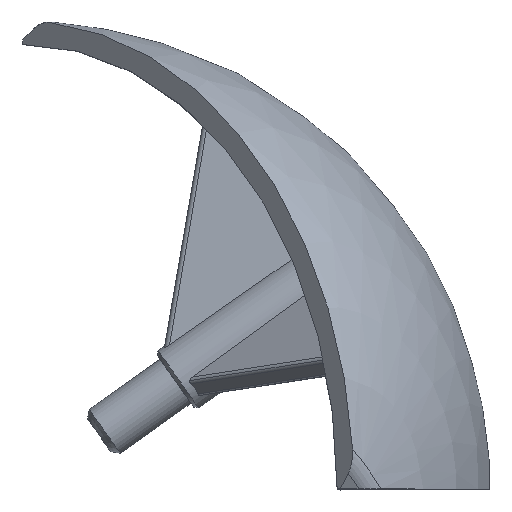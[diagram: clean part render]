
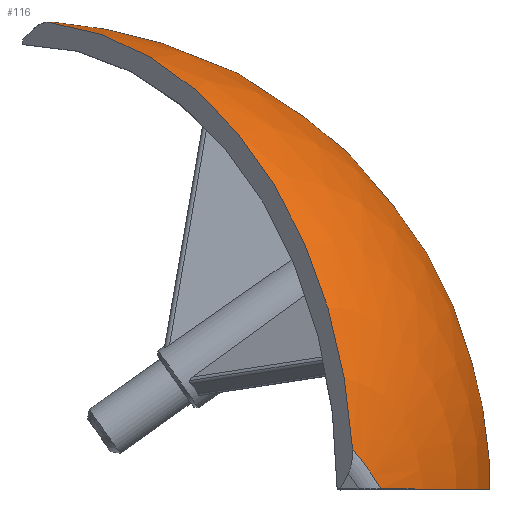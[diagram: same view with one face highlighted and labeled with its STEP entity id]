
A CAD part, top view. The second image highlights one B-rep face of the part: STEP entity #116.
In plain terms, the highlighted spherical face has radius 20 mm.
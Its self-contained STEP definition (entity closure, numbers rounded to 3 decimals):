
#116=ADVANCED_FACE('NONE',(#272),#273,.T.);
#272=FACE_OUTER_BOUND('',#465,.T.);
#273=SPHERICAL_SURFACE('',#466,20.0);
#465=EDGE_LOOP('',(#886,#887,#888,#889,#890,#891,#892));
#466=AXIS2_PLACEMENT_3D('',#893,#894,#895);
#886=ORIENTED_EDGE('',*,*,#1370,.F.);
#887=ORIENTED_EDGE('',*,*,#1371,.T.);
#888=ORIENTED_EDGE('',*,*,#1372,.T.);
#889=ORIENTED_EDGE('',*,*,#1334,.T.);
#890=ORIENTED_EDGE('',*,*,#1373,.T.);
#891=ORIENTED_EDGE('',*,*,#1374,.F.);
#892=ORIENTED_EDGE('',*,*,#1375,.T.);
#893=CARTESIAN_POINT('',(0.0,0.0,0.0));
#894=DIRECTION('',(0.707,0.0,0.707));
#895=DIRECTION('',(0.707,0.0,-0.707));
#1334=EDGE_CURVE('NONE',#1589,#1587,#1590,.T.);
#1370=EDGE_CURVE('NONE',#1646,#1647,#1648,.T.);
#1371=EDGE_CURVE('NONE',#1646,#1649,#1650,.T.);
#1372=EDGE_CURVE('NONE',#1649,#1589,#1651,.T.);
#1373=EDGE_CURVE('NONE',#1587,#1652,#1653,.T.);
#1374=EDGE_CURVE('NONE',#1654,#1652,#1655,.T.);
#1375=EDGE_CURVE('NONE',#1654,#1647,#1656,.T.);
#1587=VERTEX_POINT('NONE',#1954);
#1589=VERTEX_POINT('NONE',#1956);
#1590=CIRCLE('',#1957,14.992);
#1646=VERTEX_POINT('NONE',#2112);
#1647=VERTEX_POINT('NONE',#2113);
#1648=CIRCLE('',#2114,20.0);
#1649=VERTEX_POINT('NONE',#2115);
#1650=CIRCLE('',#2116,14.992);
#1651=CIRCLE('',#2117,20.0);
#1652=VERTEX_POINT('NONE',#2118);
#1653=CIRCLE('',#2119,14.992);
#1654=VERTEX_POINT('NONE',#2120);
#1655=CIRCLE('',#2121,20.0);
#1656=CIRCLE('',#2122,14.992);
#1954=CARTESIAN_POINT('',(1.24,19.962,0.0));
#1956=CARTESIAN_POINT('',(1.205,19.927,-1.205));
#1957=AXIS2_PLACEMENT_3D('',#2546,#2547,#2548);
#2112=CARTESIAN_POINT('',(15.296,0.0,-12.885));
#2113=CARTESIAN_POINT('',(15.296,0.0,12.885));
#2114=AXIS2_PLACEMENT_3D('',#2584,#2585,#2586);
#2115=CARTESIAN_POINT('',(14.091,1.705,-14.091));
#2116=AXIS2_PLACEMENT_3D('',#2587,#2588,#2589);
#2117=AXIS2_PLACEMENT_3D('',#2590,#2591,#2592);
#2118=CARTESIAN_POINT('',(1.205,19.927,1.205));
#2119=AXIS2_PLACEMENT_3D('',#2593,#2594,#2595);
#2120=CARTESIAN_POINT('',(14.091,1.705,14.091));
#2121=AXIS2_PLACEMENT_3D('',#2596,#2597,#2598);
#2122=AXIS2_PLACEMENT_3D('',#2599,#2600,#2601);
#2546=CARTESIAN_POINT('',(-9.361,9.361,0.0));
#2547=DIRECTION('',(0.707,-0.707,0.0));
#2548=DIRECTION('',(0.707,0.707,0.0));
#2584=CARTESIAN_POINT('',(0.0,0.0,0.0));
#2585=DIRECTION('',(0.0,-1.0,0.0));
#2586=DIRECTION('',(0.0,0.0,-1.0));
#2587=CARTESIAN_POINT('',(1.939,-6.619,-11.3));
#2588=DIRECTION('',(-0.146,0.5,0.854));
#2589=DIRECTION('',(0.,-0.863,0.505));
#2590=CARTESIAN_POINT('',(0.0,0.0,0.0));
#2591=DIRECTION('',(0.707,0.0,0.707));
#2592=DIRECTION('',(0.707,0.0,-0.707));
#2593=CARTESIAN_POINT('',(-9.361,9.361,0.0));
#2594=DIRECTION('',(0.707,-0.707,0.0));
#2595=DIRECTION('',(0.707,0.707,0.0));
#2596=CARTESIAN_POINT('',(0.0,0.0,0.0));
#2597=DIRECTION('',(-0.707,0.0,0.707));
#2598=DIRECTION('',(0.707,0.0,0.707));
#2599=CARTESIAN_POINT('',(1.939,-6.619,11.3));
#2600=DIRECTION('',(-0.146,0.5,-0.854));
#2601=DIRECTION('',(0.0,0.863,0.505));
